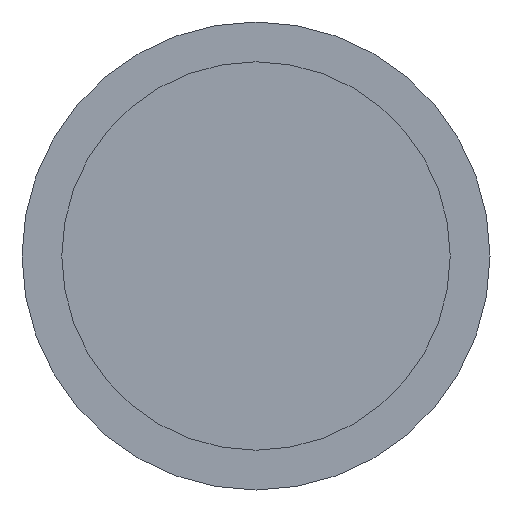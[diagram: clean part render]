
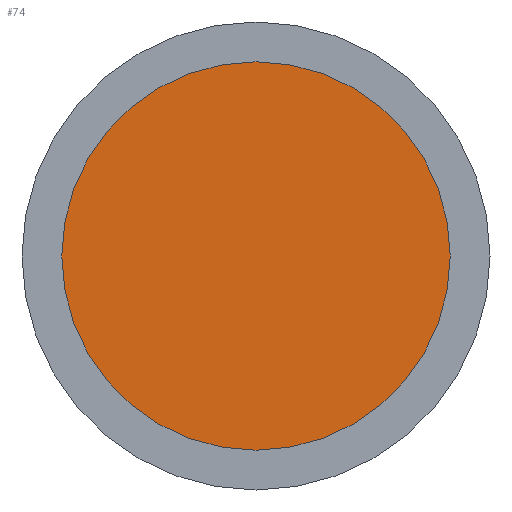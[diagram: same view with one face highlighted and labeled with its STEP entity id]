
A CAD part, front view. The second image highlights one B-rep face of the part: STEP entity #74.
In plain terms, the highlighted planar face has unit normal (0, -1, 0).
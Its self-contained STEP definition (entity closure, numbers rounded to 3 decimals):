
#74 = ADVANCED_FACE( '', ( #160 ), #161, .F. );
#160 = FACE_OUTER_BOUND( '', #281, .T. );
#161 = PLANE( '', #282 );
#281 = EDGE_LOOP( '', ( #403 ) );
#282 = AXIS2_PLACEMENT_3D( '', #404, #405, #406 );
#403 = ORIENTED_EDGE( '', *, *, #491, .T. );
#404 = CARTESIAN_POINT( '', ( 20.75, 3., 0. ) );
#405 = DIRECTION( '', ( 0., 1., 0. ) );
#406 = DIRECTION( '', ( 0., 0., 1. ) );
#491 = EDGE_CURVE( '', #566, #566, #567, .T. );
#566 = VERTEX_POINT( '', #661 );
#567 = CIRCLE( '', #662, 20.75 );
#661 = CARTESIAN_POINT( '', ( 0., 3., -20.75 ) );
#662 = AXIS2_PLACEMENT_3D( '', #731, #732, #733 );
#731 = CARTESIAN_POINT( '', ( 0., 3., 0. ) );
#732 = DIRECTION( '', ( 0., -1., 0. ) );
#733 = DIRECTION( '', ( 0., 0., -1. ) );
